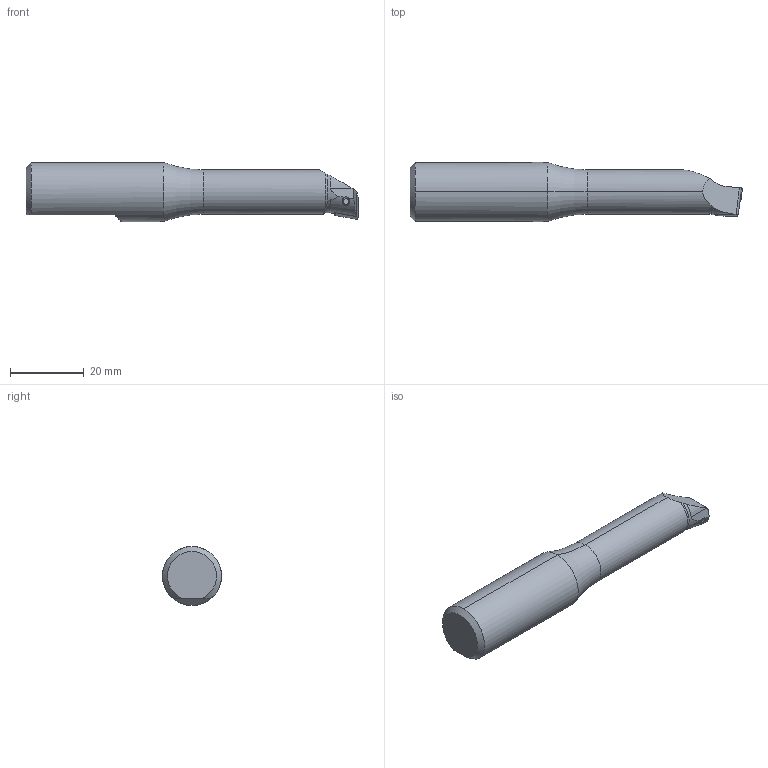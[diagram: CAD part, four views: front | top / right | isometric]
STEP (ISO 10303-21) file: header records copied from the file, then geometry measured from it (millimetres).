
FILE_DESCRIPTION (( 'STEP AP214' ), '1' );
FILE_NAME ('270.015.006.STEP', '2025-02-20T15:16:59', ( '' ), ( '' ), 'SwSTEP 2.0', 'SolidWorks 2022', '' );
FILE_SCHEMA (( 'AUTOMOTIVE_DESIGN' ));
Length unit declared in the file: millimetre
Products named in the file (4): 270.015.006; CCMT060204; B15-WCA.001.090_A; WCA-ER2.001.006_A
Assembly tree (3 placements, depth 2):
  270.015.006
    B15-WCA.001.090_A
    CCMT060204
    WCA-ER2.001.006_A
Bounding box: 90 x 16 x 16 mm (x, y, z)
Volume: 12664.4 mm3; surface area: 4246.7 mm2
Topology: 3 solids, 3 shells, 115 faces, 290 edges, 177 vertices
Faces by surface type: cylinder 35, plane 29, cone 24, bspline 13, torus 12, sphere 2
Entity records: 4272 total; most frequent: CARTESIAN_POINT 1209, ORIENTED_EDGE 572, DIRECTION 517, EDGE_CURVE 286, AXIS2_PLACEMENT_3D 205, VERTEX_POINT 177, EDGE_LOOP 119, ADVANCED_FACE 115
